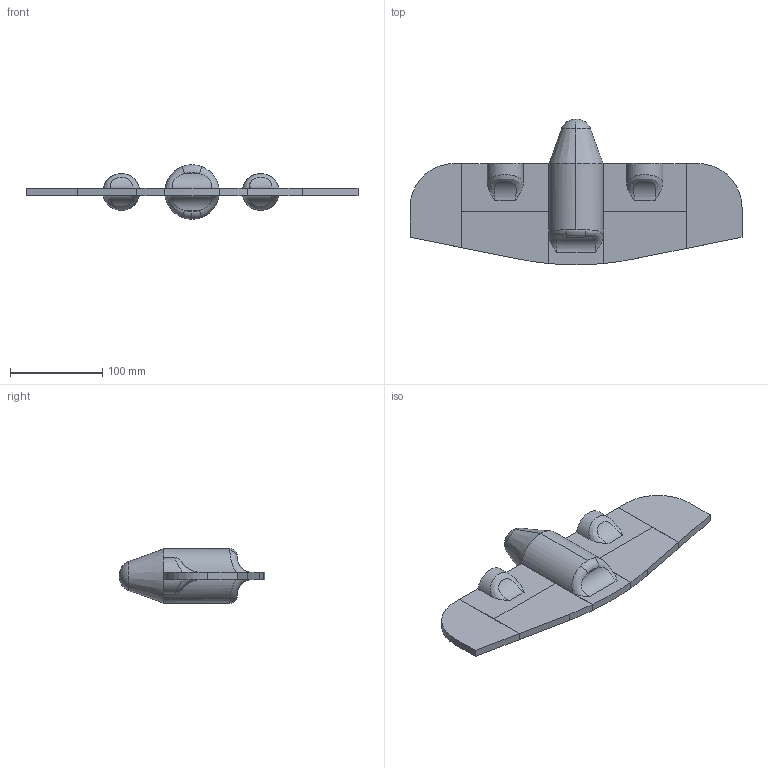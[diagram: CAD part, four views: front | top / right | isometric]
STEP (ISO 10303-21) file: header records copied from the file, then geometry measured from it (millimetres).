
FILE_DESCRIPTION (( 'STEP AP214' ), '1' );
FILE_NAME ('tailsitter v3.STEP', '2024-08-15T17:31:25', ( '' ), ( '' ), 'SwSTEP 2.0', 'SolidWorks 2024', '' );
FILE_SCHEMA (( 'AUTOMOTIVE_DESIGN' ));
Length unit declared in the file: millimetre
Products named in the file (1): tailsitter v3
Bounding box: 360 x 157.78 x 58.94 mm (x, y, z)
Volume: 569188.9 mm3; surface area: 99705.1 mm2
Topology: 7 solids, 7 shells, 80 faces, 187 edges, 121 vertices
Faces by surface type: plane 47, cylinder 18, bspline 8, torus 5, cone 2
Entity records: 4814 total; most frequent: CARTESIAN_POINT 2962, ORIENTED_EDGE 374, DIRECTION 339, EDGE_CURVE 187, VERTEX_POINT 121, VECTOR 115, LINE 115, AXIS2_PLACEMENT_3D 112
